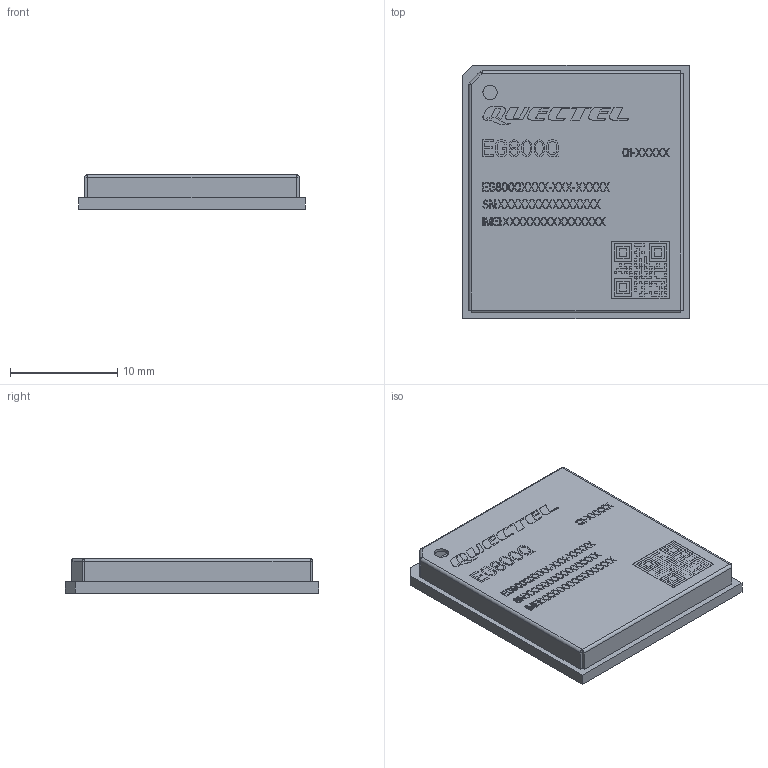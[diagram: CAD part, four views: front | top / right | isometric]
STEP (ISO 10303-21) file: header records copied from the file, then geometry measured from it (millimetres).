
FILE_DESCRIPTION(('FreeCAD Model'),'2;1');
FILE_NAME('Open CASCADE Shape Model','2025-04-30T06:43:39',('FreeCAD'),( 'FreeCAD'),'Open CASCADE STEP processor 7.6','FreeCAD','Unknown');
FILE_SCHEMA(('AUTOMOTIVE_DESIGN { 1 0 10303 214 1 1 1 1 }'));
Products named in the file (1): Open CASCADE STEP translator 7.6 1
Bounding box: 21.05 x 23.58 x 3.2 mm (x, y, z)
Volume: 685 mm3; surface area: 2320.2 mm2
Topology: 2 solids, 2 shells, 2334 faces, 6206 edges, 4098 vertices
Faces by surface type: bspline 2334
Entity records: 64913 total; most frequent: CARTESIAN_POINT 26195, ORIENTED_EDGE 12412, EDGE_CURVE 6206, B_SPLINE_CURVE_WITH_KNOTS 6192, VERTEX_POINT 4098, FACE_BOUND 2565, EDGE_LOOP 2565, ADVANCED_FACE 2334
